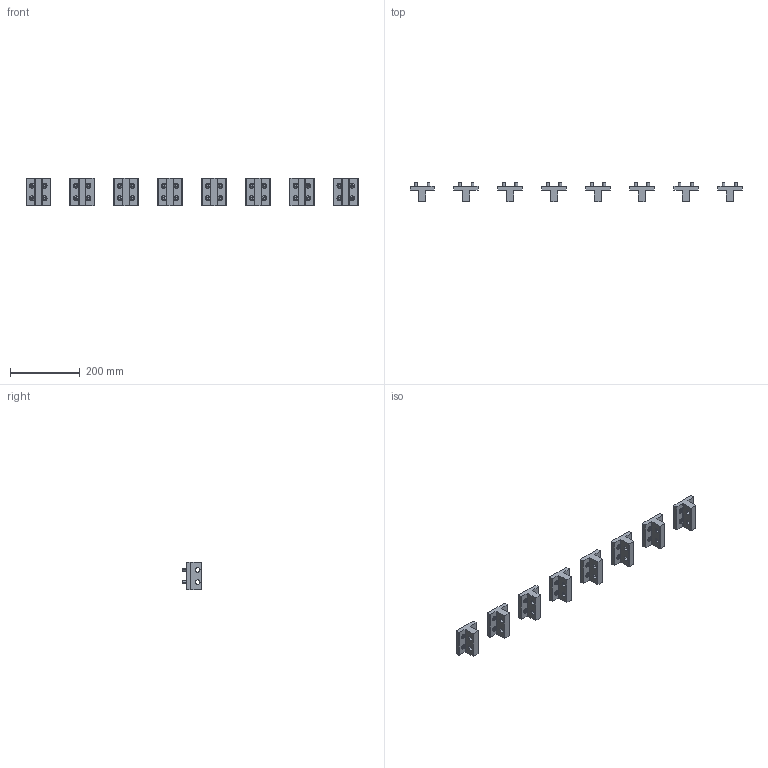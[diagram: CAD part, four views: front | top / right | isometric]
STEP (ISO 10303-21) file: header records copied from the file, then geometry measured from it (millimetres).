
FILE_DESCRIPTION(('CATIA V5 STEP Exchange'),'2;1');
FILE_NAME('1SDH001252R0274_1PA_001_00_E6.2_IV_FS_W_TERMINALS_VR_UPPER_5000A.stp','2014-03-07T08:11:58+00:00',('none'),('none'),'CATIA Version 5 Release 20 SP 1 (IN-10)','CATIA V5 STEP AP214','none');
FILE_SCHEMA(('AUTOMOTIVE_DESIGN { 1 0 10303 214 1 1 1 1 }'));
Length unit declared in the file: millimetre
Products named in the file (1): 1SDH001252R0274_1PA_001_00_E6.2_IV_FS_W_TERMINALS_VR_UPPER_5000A
Bounding box: 952 x 57 x 80 mm (x, y, z)
Volume: 912822.8 mm3; surface area: 219286.4 mm2
Topology: 40 solids, 40 shells, 912 faces, 2176 edges, 1408 vertices
Faces by surface type: plane 432, cylinder 352, revolution 64, torus 64
Entity records: 25678 total; most frequent: CARTESIAN_POINT 5025, ORIENTED_EDGE 4352, DIRECTION 3488, EDGE_CURVE 2176, AXIS2_PLACEMENT_3D 1601, VERTEX_POINT 1408, VECTOR 1152, LINE 1152
